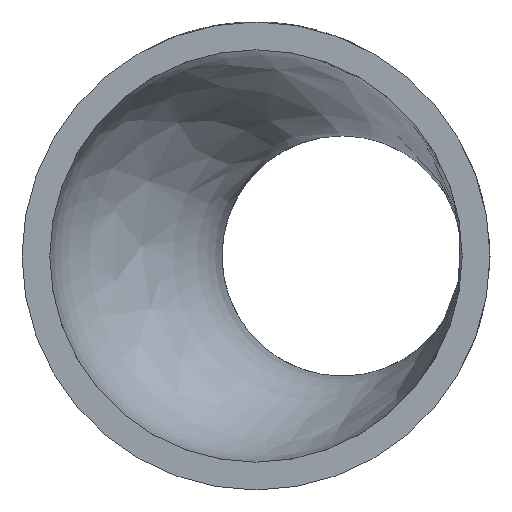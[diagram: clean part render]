
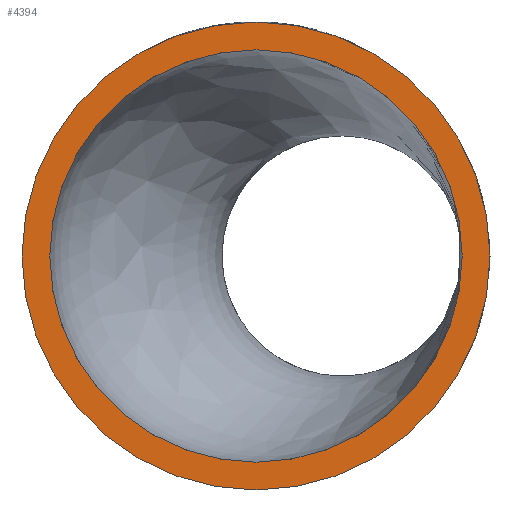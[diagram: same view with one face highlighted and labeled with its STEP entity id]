
A CAD part, left-side view. The second image highlights one B-rep face of the part: STEP entity #4394.
In plain terms, the highlighted planar face has unit normal (-1, 0, 0).
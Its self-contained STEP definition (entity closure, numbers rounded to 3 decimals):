
#2055 = CARTESIAN_POINT ( 'NONE',  ( 0., 0., 0. ) ) ;
#2120 = DIRECTION ( 'NONE',  ( 0., 0., 1. ) ) ;
#2390 = DIRECTION ( 'NONE',  ( 0., 0., 1. ) ) ;
#2488 = CIRCLE ( 'NONE', #13940, 16.85 ) ;
#2736 = AXIS2_PLACEMENT_3D ( 'NONE', #5214, #12683, #11597 ) ;
#3786 = ORIENTED_EDGE ( 'NONE', *, *, #11453, .F. ) ;
#4283 = CARTESIAN_POINT ( 'NONE',  ( 0., 0., 14.85 ) ) ;
#4394 = ADVANCED_FACE ( 'NONE', ( #11929, #4475 ), #13018, .T. ) ;
#4475 = FACE_OUTER_BOUND ( 'NONE', #8419, .T. ) ;
#5214 = CARTESIAN_POINT ( 'NONE',  ( 0., 0., 0. ) ) ;
#5295 = VERTEX_POINT ( 'NONE', #4283 ) ;
#5346 = DIRECTION ( 'NONE',  ( -1., 0., 0. ) ) ;
#5767 = DIRECTION ( 'NONE',  ( -1., 0., 0. ) ) ;
#6375 = VERTEX_POINT ( 'NONE', #7646 ) ;
#6905 = CARTESIAN_POINT ( 'NONE',  ( 0., 0., 0. ) ) ;
#7646 = CARTESIAN_POINT ( 'NONE',  ( 0., 0., 16.85 ) ) ;
#8419 = EDGE_LOOP ( 'NONE', ( #11250 ) ) ;
#10109 = AXIS2_PLACEMENT_3D ( 'NONE', #2055, #5346, #2120 ) ;
#10515 = CIRCLE ( 'NONE', #2736, 14.85 ) ;
#11250 = ORIENTED_EDGE ( 'NONE', *, *, #12340, .T. ) ;
#11453 = EDGE_CURVE ( 'NONE', #5295, #5295, #10515, .T. ) ;
#11597 = DIRECTION ( 'NONE',  ( 0., 0., 1. ) ) ;
#11929 = FACE_BOUND ( 'NONE', #12563, .T. ) ;
#12340 = EDGE_CURVE ( 'NONE', #6375, #6375, #2488, .T. ) ;
#12563 = EDGE_LOOP ( 'NONE', ( #3786 ) ) ;
#12683 = DIRECTION ( 'NONE',  ( -1., 0., 0. ) ) ;
#13018 = PLANE ( 'NONE',  #10109 ) ;
#13940 = AXIS2_PLACEMENT_3D ( 'NONE', #6905, #5767, #2390 ) ;
